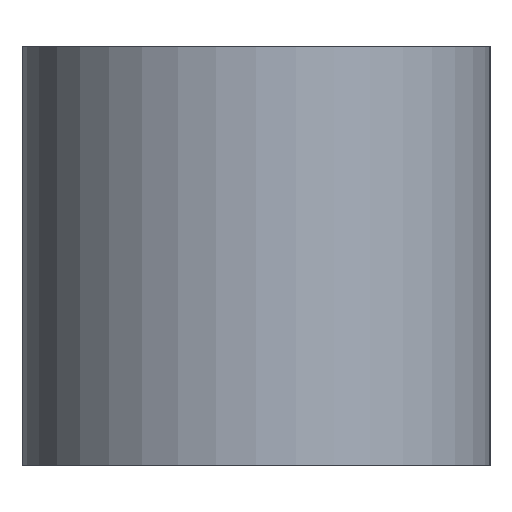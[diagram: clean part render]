
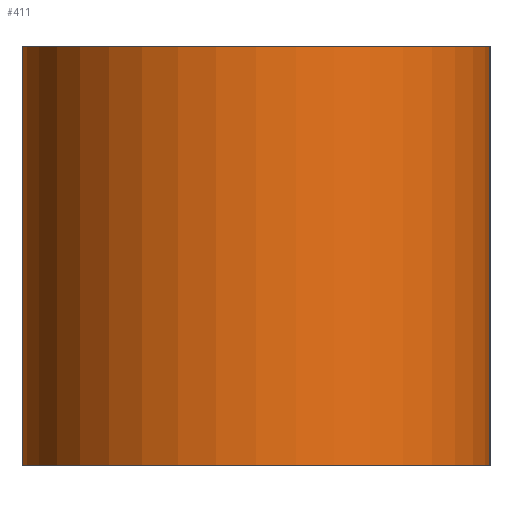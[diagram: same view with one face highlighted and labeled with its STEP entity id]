
A CAD part, left-side view. The second image highlights one B-rep face of the part: STEP entity #411.
In plain terms, the highlighted cylindrical face has radius 14 mm (diameter 28 mm), a partial arc.
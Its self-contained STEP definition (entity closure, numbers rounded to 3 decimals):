
#291=CARTESIAN_POINT('',(6.305,12.5,0.0));
#292=VERTEX_POINT('',#291);
#299=CARTESIAN_POINT('',(6.305,12.5,25.0));
#300=VERTEX_POINT('',#299);
#301=CARTESIAN_POINT('',(6.305,12.5,0.0));
#302=DIRECTION('',(0.0,0.0,1.0));
#303=VECTOR('',#302,25.0);
#304=LINE('',#301,#303);
#305=EDGE_CURVE('',#292,#300,#304,.T.);
#362=CARTESIAN_POINT('',(6.305,-12.5,0.0));
#363=VERTEX_POINT('',#362);
#371=CARTESIAN_POINT('',(6.305,-12.5,25.0));
#372=VERTEX_POINT('',#371);
#379=CARTESIAN_POINT('',(6.305,-12.5,0.0));
#380=DIRECTION('',(0.0,0.0,1.0));
#381=VECTOR('',#380,25.0);
#382=LINE('',#379,#381);
#383=EDGE_CURVE('',#363,#372,#382,.T.);
#388=CARTESIAN_POINT('',(0.0,0.0,0.0));
#389=DIRECTION('',(0.0,0.0,1.0));
#390=DIRECTION('',(0.45,0.893,0.0));
#391=AXIS2_PLACEMENT_3D('',#388,#389,#390);
#392=CYLINDRICAL_SURFACE('',#391,14.);
#393=CARTESIAN_POINT('',(0.0,0.0,0.0));
#394=DIRECTION('',(0.0,0.0,1.0));
#395=DIRECTION('',(0.45,0.893,0.0));
#396=AXIS2_PLACEMENT_3D('',#393,#394,#395);
#397=CIRCLE('',#396,14.);
#398=EDGE_CURVE('',#292,#363,#397,.T.);
#399=ORIENTED_EDGE('',*,*,#398,.T.);
#400=ORIENTED_EDGE('',*,*,#383,.T.);
#401=CARTESIAN_POINT('',(0.0,0.0,25.0));
#402=DIRECTION('',(0.0,0.0,1.0));
#403=DIRECTION('',(0.45,0.893,0.0));
#404=AXIS2_PLACEMENT_3D('',#401,#402,#403);
#405=CIRCLE('',#404,14.);
#406=EDGE_CURVE('',#300,#372,#405,.T.);
#407=ORIENTED_EDGE('',*,*,#406,.F.);
#408=ORIENTED_EDGE('',*,*,#305,.F.);
#409=EDGE_LOOP('',(#399,#400,#407,#408));
#410=FACE_OUTER_BOUND('',#409,.T.);
#411=ADVANCED_FACE('',(#410),#392,.T.);
